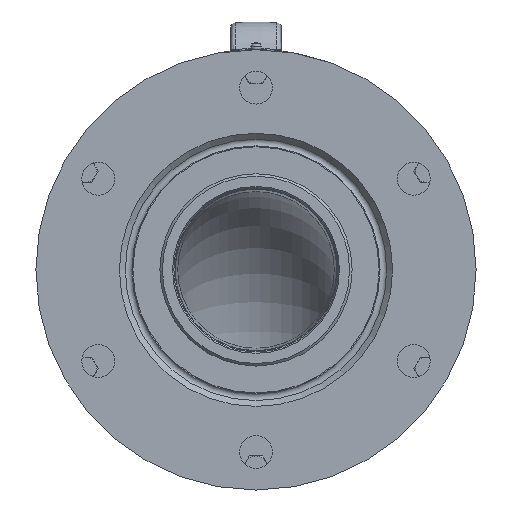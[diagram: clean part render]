
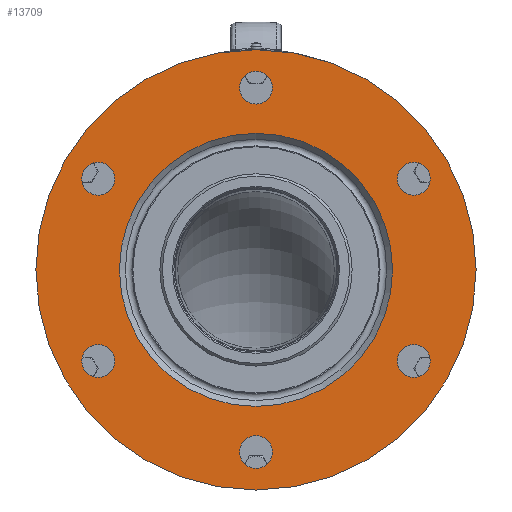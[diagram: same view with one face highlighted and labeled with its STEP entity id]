
A CAD part, left-side view. The second image highlights one B-rep face of the part: STEP entity #13709.
In plain terms, the highlighted planar face has unit normal (-1, 0, 0).
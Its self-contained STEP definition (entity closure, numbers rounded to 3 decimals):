
#13616=CARTESIAN_POINT('',(7.5,99.205,0.0));
#13617=DIRECTION('',(-1.0,0.0,0.0));
#13618=DIRECTION('',(0.0,0.0,1.0));
#13619=AXIS2_PLACEMENT_3D('',#13616,#13617,#13618);
#13620=PLANE('',#13619);
#13621=CARTESIAN_POINT('',(7.5,138.1,0.0));
#13622=VERTEX_POINT('',#13621);
#13623=CARTESIAN_POINT('',(7.5,0.,0.0));
#13624=DIRECTION('',(1.0,0.0,0.0));
#13625=DIRECTION('',(0.0,1.0,0.0));
#13626=AXIS2_PLACEMENT_3D('',#13623,#13624,#13625);
#13627=CIRCLE('',#13626,138.1);
#13628=EDGE_CURVE('',#13622,#13622,#13627,.T.);
#13629=ORIENTED_EDGE('',*,*,#13628,.F.);
#13630=EDGE_LOOP('',(#13629));
#13631=FACE_OUTER_BOUND('',#13630,.T.);
#13632=CARTESIAN_POINT('',(7.5,0.0,85.685));
#13633=VERTEX_POINT('',#13632);
#13634=CARTESIAN_POINT('',(7.5,0.0,0.0));
#13635=DIRECTION('',(1.0,0.0,0.0));
#13636=DIRECTION('',(0.0,0.0,1.0));
#13637=AXIS2_PLACEMENT_3D('',#13634,#13635,#13636);
#13638=CIRCLE('',#13637,85.685);
#13639=EDGE_CURVE('',#13633,#13633,#13638,.T.);
#13640=ORIENTED_EDGE('',*,*,#13639,.T.);
#13641=EDGE_LOOP('',(#13640));
#13642=FACE_BOUND('',#13641,.T.);
#13643=CARTESIAN_POINT('',(7.5,107.907,62.3));
#13644=VERTEX_POINT('',#13643);
#13645=CARTESIAN_POINT('',(7.5,98.987,57.15));
#13646=DIRECTION('',(1.0,0.0,0.0));
#13647=DIRECTION('',(0.0,-0.866,-0.5));
#13648=AXIS2_PLACEMENT_3D('',#13645,#13646,#13647);
#13649=CIRCLE('',#13648,10.3);
#13650=EDGE_CURVE('',#13644,#13644,#13649,.T.);
#13651=ORIENTED_EDGE('',*,*,#13650,.T.);
#13652=EDGE_LOOP('',(#13651));
#13653=FACE_BOUND('',#13652,.T.);
#13654=CARTESIAN_POINT('',(7.5,107.907,-62.3));
#13655=VERTEX_POINT('',#13654);
#13656=CARTESIAN_POINT('',(7.5,98.987,-57.15));
#13657=DIRECTION('',(1.0,0.0,0.0));
#13658=DIRECTION('',(0.0,-0.866,0.5));
#13659=AXIS2_PLACEMENT_3D('',#13656,#13657,#13658);
#13660=CIRCLE('',#13659,10.3);
#13661=EDGE_CURVE('',#13655,#13655,#13660,.T.);
#13662=ORIENTED_EDGE('',*,*,#13661,.T.);
#13663=EDGE_LOOP('',(#13662));
#13664=FACE_BOUND('',#13663,.T.);
#13665=CARTESIAN_POINT('',(7.5,0.,-124.6));
#13666=VERTEX_POINT('',#13665);
#13667=CARTESIAN_POINT('',(7.5,0.,-114.3));
#13668=DIRECTION('',(1.0,0.0,0.0));
#13669=DIRECTION('',(0.0,0.0,1.0));
#13670=AXIS2_PLACEMENT_3D('',#13667,#13668,#13669);
#13671=CIRCLE('',#13670,10.3);
#13672=EDGE_CURVE('',#13666,#13666,#13671,.T.);
#13673=ORIENTED_EDGE('',*,*,#13672,.T.);
#13674=EDGE_LOOP('',(#13673));
#13675=FACE_BOUND('',#13674,.T.);
#13676=CARTESIAN_POINT('',(7.5,-107.907,-62.3));
#13677=VERTEX_POINT('',#13676);
#13678=CARTESIAN_POINT('',(7.5,-98.987,-57.15));
#13679=DIRECTION('',(1.,0.0,0.0));
#13680=DIRECTION('',(0.0,0.866,0.5));
#13681=AXIS2_PLACEMENT_3D('',#13678,#13679,#13680);
#13682=CIRCLE('',#13681,10.3);
#13683=EDGE_CURVE('',#13677,#13677,#13682,.T.);
#13684=ORIENTED_EDGE('',*,*,#13683,.T.);
#13685=EDGE_LOOP('',(#13684));
#13686=FACE_BOUND('',#13685,.T.);
#13687=CARTESIAN_POINT('',(7.5,-107.907,62.3));
#13688=VERTEX_POINT('',#13687);
#13689=CARTESIAN_POINT('',(7.5,-98.987,57.15));
#13690=DIRECTION('',(1.0,0.0,0.0));
#13691=DIRECTION('',(0.0,0.866,-0.5));
#13692=AXIS2_PLACEMENT_3D('',#13689,#13690,#13691);
#13693=CIRCLE('',#13692,10.3);
#13694=EDGE_CURVE('',#13688,#13688,#13693,.T.);
#13695=ORIENTED_EDGE('',*,*,#13694,.T.);
#13696=EDGE_LOOP('',(#13695));
#13697=FACE_BOUND('',#13696,.T.);
#13698=CARTESIAN_POINT('',(7.5,0.,124.6));
#13699=VERTEX_POINT('',#13698);
#13700=CARTESIAN_POINT('',(7.5,0.,114.3));
#13701=DIRECTION('',(1.0,0.0,0.0));
#13702=DIRECTION('',(0.0,0.0,-1.0));
#13703=AXIS2_PLACEMENT_3D('',#13700,#13701,#13702);
#13704=CIRCLE('',#13703,10.3);
#13705=EDGE_CURVE('',#13699,#13699,#13704,.T.);
#13706=ORIENTED_EDGE('',*,*,#13705,.T.);
#13707=EDGE_LOOP('',(#13706));
#13708=FACE_BOUND('',#13707,.T.);
#13709=ADVANCED_FACE('',(#13631,#13642,#13653,#13664,#13675,#13686,#13697,#13708),#13620,.T.);
